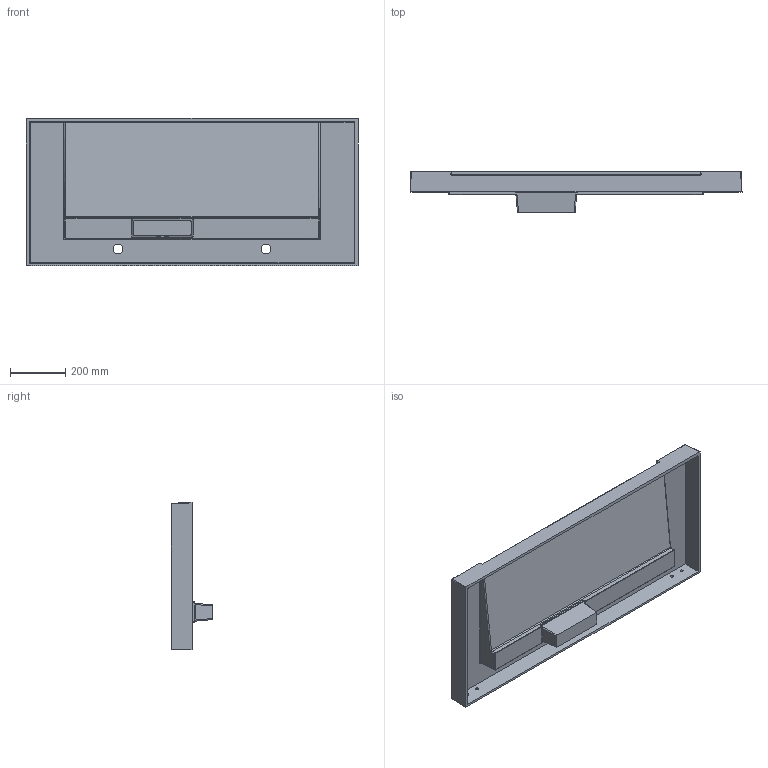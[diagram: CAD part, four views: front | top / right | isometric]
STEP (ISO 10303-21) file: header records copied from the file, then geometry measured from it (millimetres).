
FILE_DESCRIPTION (( 'STEP AP214' ), '1' );
FILE_NAME ('Olmos 1200.STEP', '2023-07-07T08:26:31', ( 'User Windows' ), ( '' ), 'SwSTEP 2.0', 'SolidWorks 2020', '' );
FILE_SCHEMA (( 'AUTOMOTIVE_DESIGN' ));
Length unit declared in the file: millimetre
Products named in the file (1): Olmos 1200
Bounding box: 1200.24 x 150 x 532.83 mm (x, y, z)
Volume: 11670904 mm3; surface area: 2090390.7 mm2
Topology: 1 solids, 1 shells, 217 faces, 551 edges, 312 vertices
Faces by surface type: cylinder 99, bspline 59, plane 47, sphere 12
Full cylindrical faces by diameter (mm): 10 x4, 35 x2, 45 x1
Entity records: 8834 total; most frequent: CARTESIAN_POINT 4422, ORIENTED_EDGE 1032, DIRECTION 783, EDGE_CURVE 516, VERTEX_POINT 306, AXIS2_PLACEMENT_3D 283, EDGE_LOOP 238, FACE_OUTER_BOUND 224
